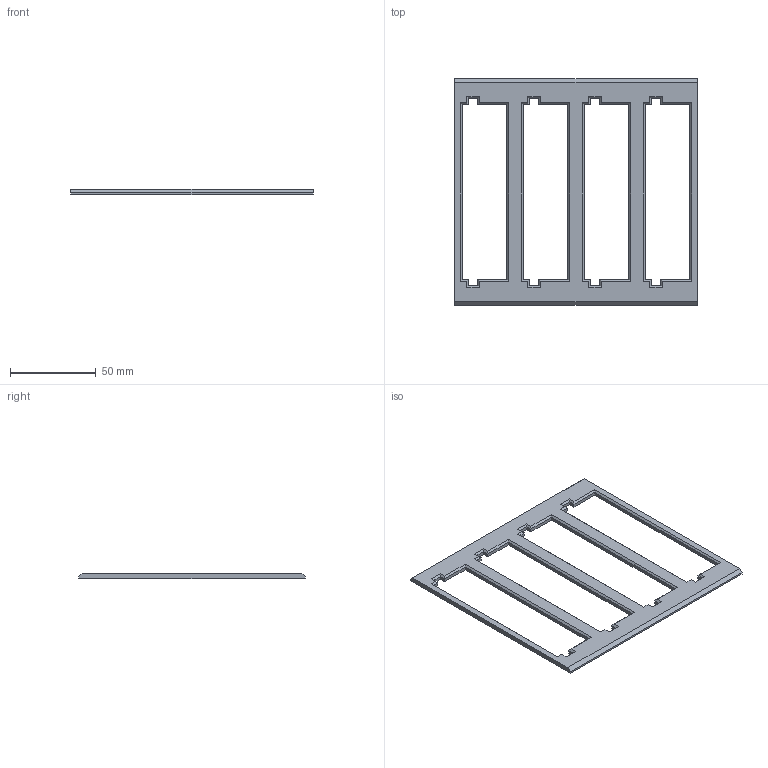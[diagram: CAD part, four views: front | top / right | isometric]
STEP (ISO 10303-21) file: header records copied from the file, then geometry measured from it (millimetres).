
FILE_DESCRIPTION(('CATIA V5 STEP Exchange'),'2;1');
FILE_NAME('top-cover.stp','2024-05-12T14:21:49+00:00',('none'),('none'),'CATIA Version 5 Release 21 GA (IN-10)','CATIA V5 STEP AP203','none');
FILE_SCHEMA(('CONFIG_CONTROL_DESIGN'));
Length unit declared in the file: millimetre
Products named in the file (1): Part1
Bounding box: 141.3 x 132 x 3 mm (x, y, z)
Volume: 22558.3 mm3; surface area: 19693.9 mm2
Topology: 1 solids, 1 shells, 104 faces, 258 edges, 156 vertices
Faces by surface type: plane 104
Entity records: 2828 total; most frequent: CARTESIAN_POINT 539, ORIENTED_EDGE 516, DIRECTION 362, EDGE_CURVE 258, VECTOR 210, LINE 210, VERTEX_POINT 156, EDGE_LOOP 112
